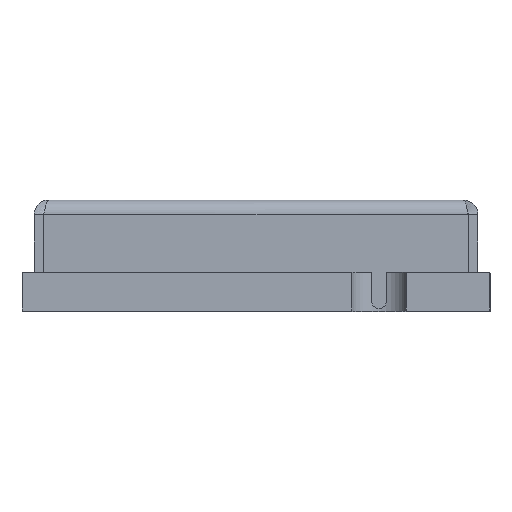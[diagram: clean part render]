
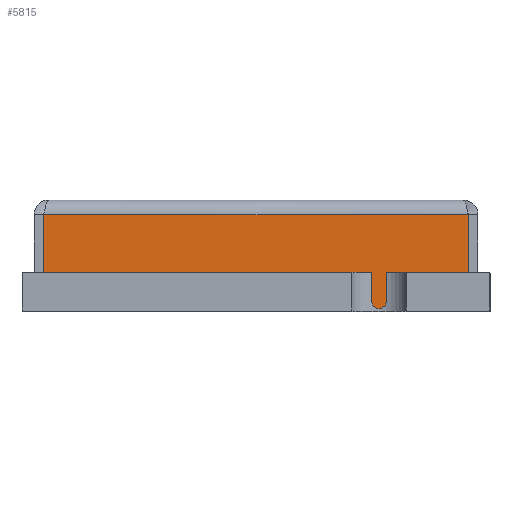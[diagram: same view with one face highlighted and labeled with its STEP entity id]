
A CAD part, top view. The second image highlights one B-rep face of the part: STEP entity #5815.
In plain terms, the highlighted planar face has unit normal (0, 0, 1).
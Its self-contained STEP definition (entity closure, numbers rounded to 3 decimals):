
#31 = ORIENTED_EDGE ( 'NONE', *, *, #3289, .T. ) ;
#256 = CARTESIAN_POINT ( 'NONE',  ( 2.4, 1.4, 4.85 ) ) ;
#596 = LINE ( 'NONE', #6834, #3221 ) ;
#665 = VERTEX_POINT ( 'NONE', #1338 ) ;
#752 = DIRECTION ( 'NONE',  ( -1., 0., 0. ) ) ;
#853 = EDGE_CURVE ( 'NONE', #5433, #665, #1117, .T. ) ;
#861 = DIRECTION ( 'NONE',  ( 0., 1., 0. ) ) ;
#1117 = LINE ( 'NONE', #256, #3994 ) ;
#1257 = EDGE_CURVE ( 'NONE', #7488, #5274, #1982, .T. ) ;
#1268 = CARTESIAN_POINT ( 'NONE',  ( 0., 0., 4.85 ) ) ;
#1338 = CARTESIAN_POINT ( 'NONE',  ( 2.4, 0.2, 4.85 ) ) ;
#1602 = EDGE_CURVE ( 'NONE', #665, #8515, #7965, .T. ) ;
#1867 = VECTOR ( 'NONE', #752, 1000. ) ;
#1916 = VECTOR ( 'NONE', #861, 1000. ) ;
#1963 = CARTESIAN_POINT ( 'NONE',  ( 4.4, 0.8, 4.85 ) ) ;
#1982 = LINE ( 'NONE', #5946, #4757 ) ;
#2028 = VECTOR ( 'NONE', #6543, 1000. ) ;
#2152 = CARTESIAN_POINT ( 'NONE',  ( -4.6, 0.8, 4.85 ) ) ;
#2187 = CARTESIAN_POINT ( 'NONE',  ( -4.4, 0.8, 4.85 ) ) ;
#2239 = DIRECTION ( 'NONE',  ( 0., 1., 0. ) ) ;
#2278 = CARTESIAN_POINT ( 'NONE',  ( -4.4, 2., 4.85 ) ) ;
#2586 = CARTESIAN_POINT ( 'NONE',  ( 4.4, 0., 4.85 ) ) ;
#2725 = ORIENTED_EDGE ( 'NONE', *, *, #1602, .T. ) ;
#2760 = CARTESIAN_POINT ( 'NONE',  ( 2.4, 0.8, 4.85 ) ) ;
#3221 = VECTOR ( 'NONE', #2239, 1000. ) ;
#3289 = EDGE_CURVE ( 'NONE', #6612, #7488, #7682, .T. ) ;
#3323 = AXIS2_PLACEMENT_3D ( 'NONE', #3571, #6832, #5560 ) ;
#3453 = VERTEX_POINT ( 'NONE', #2187 ) ;
#3571 = CARTESIAN_POINT ( 'NONE',  ( 2.55, 0.2, 4.85 ) ) ;
#3755 = EDGE_LOOP ( 'NONE', ( #5886, #7651, #31, #7450, #8424, #5828, #5870, #2725 ) ) ;
#3838 = AXIS2_PLACEMENT_3D ( 'NONE', #1268, #4522, #5386 ) ;
#3994 = VECTOR ( 'NONE', #4131, 1000. ) ;
#4131 = DIRECTION ( 'NONE',  ( 0., -1., 0. ) ) ;
#4328 = DIRECTION ( 'NONE',  ( -1., 0., 0. ) ) ;
#4522 = DIRECTION ( 'NONE',  ( 0., 0., 1. ) ) ;
#4757 = VECTOR ( 'NONE', #7678, 1000. ) ;
#4764 = LINE ( 'NONE', #6810, #1916 ) ;
#4798 = CARTESIAN_POINT ( 'NONE',  ( 4.4, 2., 4.85 ) ) ;
#4868 = CARTESIAN_POINT ( 'NONE',  ( 2.7, 0.2, 4.85 ) ) ;
#5176 = EDGE_CURVE ( 'NONE', #5433, #3453, #7416, .T. ) ;
#5253 = EDGE_CURVE ( 'NONE', #3453, #5274, #4764, .T. ) ;
#5274 = VERTEX_POINT ( 'NONE', #2278 ) ;
#5386 = DIRECTION ( 'NONE',  ( 0., -1., 0. ) ) ;
#5433 = VERTEX_POINT ( 'NONE', #2760 ) ;
#5560 = DIRECTION ( 'NONE',  ( 1., 0., 0. ) ) ;
#5619 = FACE_OUTER_BOUND ( 'NONE', #3755, .T. ) ;
#5815 = ADVANCED_FACE ( 'NONE', ( #5619 ), #6526, .T. ) ;
#5828 = ORIENTED_EDGE ( 'NONE', *, *, #5176, .F. ) ;
#5870 = ORIENTED_EDGE ( 'NONE', *, *, #853, .T. ) ;
#5886 = ORIENTED_EDGE ( 'NONE', *, *, #6437, .T. ) ;
#5946 = CARTESIAN_POINT ( 'NONE',  ( 0., 2., 4.85 ) ) ;
#6244 = CARTESIAN_POINT ( 'NONE',  ( -4.6, 0.8, 4.85 ) ) ;
#6437 = EDGE_CURVE ( 'NONE', #8515, #7624, #596, .T. ) ;
#6526 = PLANE ( 'NONE',  #3838 ) ;
#6543 = DIRECTION ( 'NONE',  ( 0., 1., 0. ) ) ;
#6612 = VERTEX_POINT ( 'NONE', #1963 ) ;
#6810 = CARTESIAN_POINT ( 'NONE',  ( -4.4, 2.1, 4.85 ) ) ;
#6832 = DIRECTION ( 'NONE',  ( 0., 0., 1. ) ) ;
#6834 = CARTESIAN_POINT ( 'NONE',  ( 2.7, 1.4, 4.85 ) ) ;
#6971 = CARTESIAN_POINT ( 'NONE',  ( 2.7, 0.8, 4.85 ) ) ;
#7416 = LINE ( 'NONE', #2152, #1867 ) ;
#7450 = ORIENTED_EDGE ( 'NONE', *, *, #1257, .T. ) ;
#7488 = VERTEX_POINT ( 'NONE', #4798 ) ;
#7624 = VERTEX_POINT ( 'NONE', #6971 ) ;
#7651 = ORIENTED_EDGE ( 'NONE', *, *, #8564, .F. ) ;
#7678 = DIRECTION ( 'NONE',  ( -1., 0., 0. ) ) ;
#7682 = LINE ( 'NONE', #2586, #2028 ) ;
#7965 = CIRCLE ( 'NONE', #3323, 0.15 ) ;
#8279 = VECTOR ( 'NONE', #4328, 1000. ) ;
#8424 = ORIENTED_EDGE ( 'NONE', *, *, #5253, .F. ) ;
#8471 = LINE ( 'NONE', #6244, #8279 ) ;
#8515 = VERTEX_POINT ( 'NONE', #4868 ) ;
#8564 = EDGE_CURVE ( 'NONE', #6612, #7624, #8471, .T. ) ;
